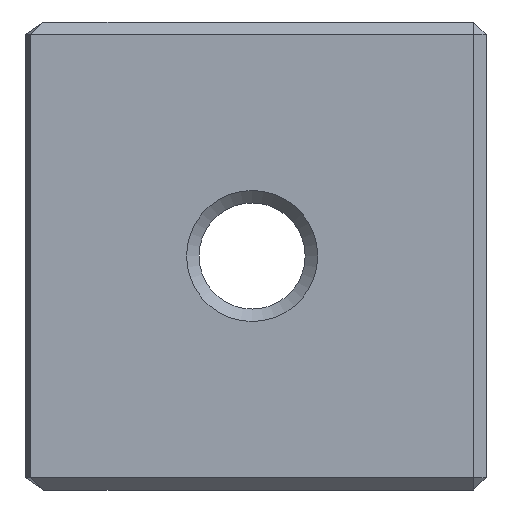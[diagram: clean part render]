
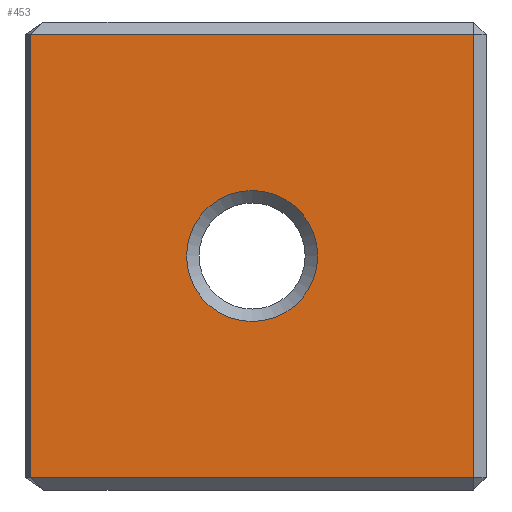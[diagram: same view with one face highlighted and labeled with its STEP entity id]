
A CAD part, left-side view. The second image highlights one B-rep face of the part: STEP entity #453.
In plain terms, the highlighted planar face has unit normal (-1, 0, 0).
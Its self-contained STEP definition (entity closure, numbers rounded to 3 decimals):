
#36=FACE_BOUND('',#98,.T.);
#40=CIRCLE('',#499,2.1);
#65=FACE_OUTER_BOUND('',#97,.T.);
#97=EDGE_LOOP('',(#359,#360,#361,#362));
#98=EDGE_LOOP('',(#363));
#128=LINE('',#673,#170);
#134=LINE('',#684,#176);
#136=LINE('',#687,#178);
#147=LINE('',#706,#189);
#170=VECTOR('',#549,10.);
#176=VECTOR('',#559,10.);
#178=VECTOR('',#563,10.);
#189=VECTOR('',#584,10.);
#197=VERTEX_POINT('',#640);
#200=VERTEX_POINT('',#647);
#205=VERTEX_POINT('',#666);
#210=VERTEX_POINT('',#679);
#217=VERTEX_POINT('',#765);
#246=EDGE_CURVE('',#205,#197,#128,.T.);
#252=EDGE_CURVE('',#200,#210,#134,.T.);
#254=EDGE_CURVE('',#210,#205,#136,.T.);
#265=EDGE_CURVE('',#197,#200,#147,.T.);
#269=EDGE_CURVE('',#217,#217,#40,.T.);
#359=ORIENTED_EDGE('',*,*,#252,.F.);
#360=ORIENTED_EDGE('',*,*,#265,.F.);
#361=ORIENTED_EDGE('',*,*,#246,.F.);
#362=ORIENTED_EDGE('',*,*,#254,.F.);
#363=ORIENTED_EDGE('',*,*,#269,.F.);
#431=PLANE('',#498);
#453=ADVANCED_FACE('',(#65,#36),#431,.T.);
#498=AXIS2_PLACEMENT_3D('',#764,#593,#594);
#499=AXIS2_PLACEMENT_3D('',#766,#595,#596);
#549=DIRECTION('',(0.,0.,-1.));
#559=DIRECTION('',(0.,0.,1.));
#563=DIRECTION('',(0.,-1.,0.));
#584=DIRECTION('',(0.,1.,0.));
#593=DIRECTION('center_axis',(-1.,0.,0.));
#594=DIRECTION('ref_axis',(0.,-1.,0.));
#595=DIRECTION('center_axis',(-1.,0.,0.));
#596=DIRECTION('ref_axis',(0.,-1.,0.));
#640=CARTESIAN_POINT('',(0.,0.4,0.4));
#647=CARTESIAN_POINT('',(0.,14.6,0.4));
#666=CARTESIAN_POINT('',(0.,0.4,14.6));
#673=CARTESIAN_POINT('',(0.,0.4,0.));
#679=CARTESIAN_POINT('',(0.,14.6,14.6));
#684=CARTESIAN_POINT('',(0.,14.6,0.));
#687=CARTESIAN_POINT('',(0.,11.25,14.6));
#706=CARTESIAN_POINT('',(0.,11.25,0.4));
#764=CARTESIAN_POINT('Origin',(0.,15.,0.));
#765=CARTESIAN_POINT('',(0.,9.6,7.5));
#766=CARTESIAN_POINT('Origin',(0.,7.5,7.5));
